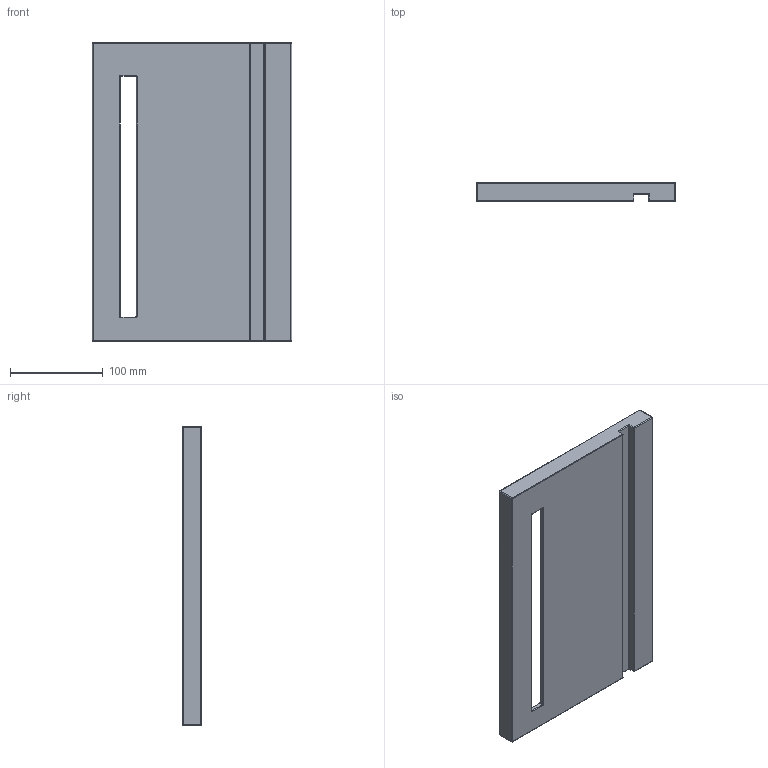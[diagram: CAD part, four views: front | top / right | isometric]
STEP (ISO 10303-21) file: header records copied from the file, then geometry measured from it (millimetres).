
FILE_DESCRIPTION(('Open CASCADE Model'),'2;1');
FILE_NAME('Open CASCADE Shape Model','2023-08-09T21:53:35',('Author'),( 'Open CASCADE'),'Open CASCADE STEP processor 7.6','Open CASCADE 7.6' ,'Unknown');
FILE_SCHEMA(('AUTOMOTIVE_DESIGN { 1 0 10303 214 1 1 1 1 }'));
Length unit declared in the file: millimetre
Products named in the file (1): Open CASCADE STEP translator 7.6 1
Bounding box: 215.15 x 20 x 322.5 mm (x, y, z)
Volume: 677754.1 mm3; surface area: 169194.1 mm2
Topology: 1 solids, 1 shells, 310 faces, 602 edges, 326 vertices
Faces by surface type: torus 118, cylinder 104, plane 70, sphere 18
Full cylindrical faces by diameter (mm): 4.1 x50
Entity records: 15211 total; most frequent: CARTESIAN_POINT 3123, DIRECTION 2391, ORIENTED_EDGE 1168, PCURVE 1168, DEFINITIONAL_REPRESENTATION 1168, LINE 864, VECTOR 864, AXIS2_PLACEMENT_3D 737
